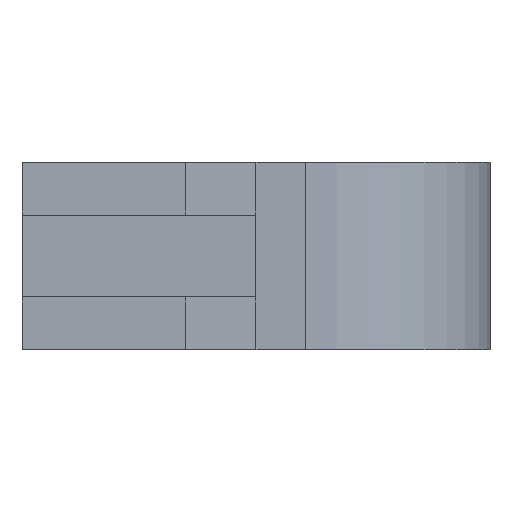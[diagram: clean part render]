
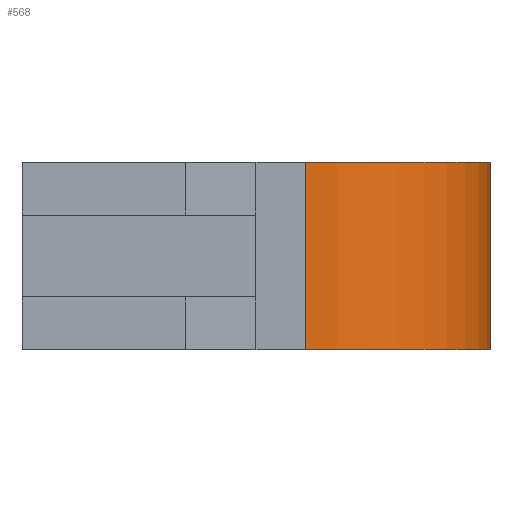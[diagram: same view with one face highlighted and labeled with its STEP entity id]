
A CAD part, left-side view. The second image highlights one B-rep face of the part: STEP entity #568.
In plain terms, the highlighted cylindrical face has radius 7.9 mm (diameter 15.8 mm), a partial arc.
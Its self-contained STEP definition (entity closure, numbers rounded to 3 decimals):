
#357=CARTESIAN_POINT('',(-7.9,0.0,4.0));
#358=VERTEX_POINT('',#357);
#365=CARTESIAN_POINT('',(0.,-7.9,4.0));
#366=VERTEX_POINT('',#365);
#367=CARTESIAN_POINT('',(0.0,0.0,4.0));
#368=DIRECTION('',(0.0,0.0,1.0));
#369=DIRECTION('',(-1.0,0.0,0.0));
#370=AXIS2_PLACEMENT_3D('',#367,#368,#369);
#371=CIRCLE('',#370,7.9);
#372=EDGE_CURVE('',#358,#366,#371,.T.);
#481=CARTESIAN_POINT('',(0.,-7.9,-4.0));
#482=VERTEX_POINT('',#481);
#489=CARTESIAN_POINT('',(-7.9,0.0,-4.0));
#490=VERTEX_POINT('',#489);
#491=CARTESIAN_POINT('',(0.0,0.0,-4.0));
#492=DIRECTION('',(0.0,0.0,1.0));
#493=DIRECTION('',(-1.0,0.0,0.0));
#494=AXIS2_PLACEMENT_3D('',#491,#492,#493);
#495=CIRCLE('',#494,7.9);
#496=EDGE_CURVE('',#490,#482,#495,.T.);
#541=CARTESIAN_POINT('',(-7.9,0.0,4.0));
#542=DIRECTION('',(0.0,0.0,-1.0));
#543=VECTOR('',#542,8.0);
#544=LINE('',#541,#543);
#545=EDGE_CURVE('',#358,#490,#544,.T.);
#552=CARTESIAN_POINT('',(0.0,0.0,4.0));
#553=DIRECTION('',(0.0,0.0,-1.0));
#554=DIRECTION('',(-1.0,0.0,0.0));
#555=AXIS2_PLACEMENT_3D('',#552,#553,#554);
#556=CYLINDRICAL_SURFACE('',#555,7.9);
#557=ORIENTED_EDGE('',*,*,#496,.T.);
#558=CARTESIAN_POINT('',(0.,-7.9,4.0));
#559=DIRECTION('',(0.0,0.0,-1.0));
#560=VECTOR('',#559,8.0);
#561=LINE('',#558,#560);
#562=EDGE_CURVE('',#366,#482,#561,.T.);
#563=ORIENTED_EDGE('',*,*,#562,.F.);
#564=ORIENTED_EDGE('',*,*,#372,.F.);
#565=ORIENTED_EDGE('',*,*,#545,.T.);
#566=EDGE_LOOP('',(#557,#563,#564,#565));
#567=FACE_BOUND('',#566,.T.);
#568=ADVANCED_FACE('',(#567),#556,.T.);
